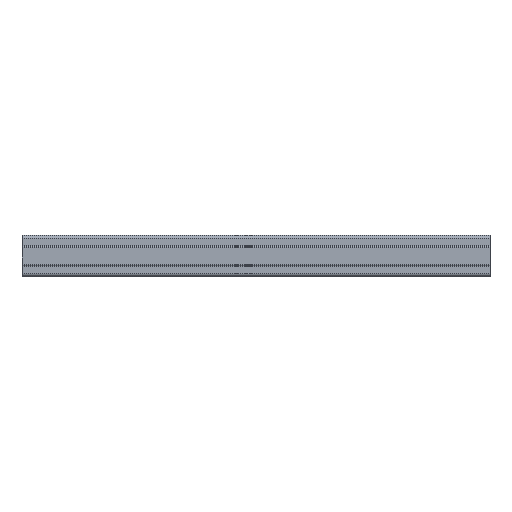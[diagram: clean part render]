
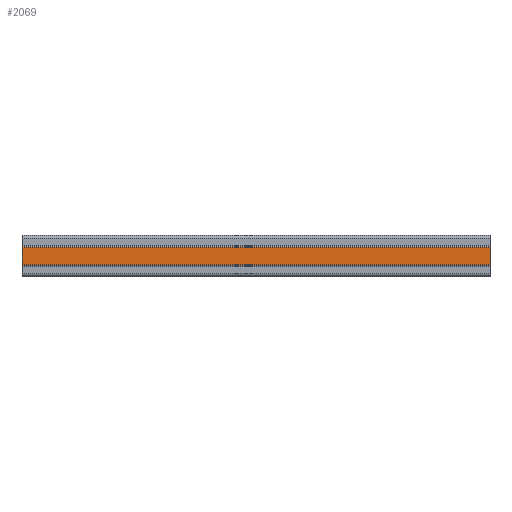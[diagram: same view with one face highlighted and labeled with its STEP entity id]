
A CAD part, top view. The second image highlights one B-rep face of the part: STEP entity #2069.
In plain terms, the highlighted planar face has unit normal (0, 0, 1).
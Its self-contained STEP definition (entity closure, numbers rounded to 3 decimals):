
#1862=AXIS2_PLACEMENT_3D('Plane Axis2P3D',#1859,#1860,#1861) ;
#437=CARTESIAN_POINT('Vertex',(0.,24.77,31.966)) ;
#440=CARTESIAN_POINT('Line Origine',(0.,44.27,31.966)) ;
#444=CARTESIAN_POINT('Vertex',(0.,63.77,31.966)) ;
#768=CARTESIAN_POINT('Vertex',(1000.,63.77,31.966)) ;
#771=CARTESIAN_POINT('Line Origine',(1000.,44.27,31.966)) ;
#775=CARTESIAN_POINT('Vertex',(1000.,24.77,31.966)) ;
#1859=CARTESIAN_POINT('Axis2P3D Location',(1000.,22.27,31.966)) ;
#2046=CARTESIAN_POINT('Line Origine',(1000.,24.77,31.966)) ;
#2058=CARTESIAN_POINT('Line Origine',(500.,63.77,31.966)) ;
#441=DIRECTION('Vector Direction',(0.,-1.,0.)) ;
#772=DIRECTION('Vector Direction',(0.,-1.,0.)) ;
#1860=DIRECTION('Axis2P3D Direction',(0.,0.,-1.)) ;
#1861=DIRECTION('Axis2P3D XDirection',(0.,1.,0.)) ;
#2047=DIRECTION('Vector Direction',(1.,0.,0.)) ;
#2059=DIRECTION('Vector Direction',(-1.,0.,0.)) ;
#442=VECTOR('Line Direction',#441,1.) ;
#773=VECTOR('Line Direction',#772,1.) ;
#2048=VECTOR('Line Direction',#2047,1.) ;
#2060=VECTOR('Line Direction',#2059,1.) ;
#2064=ORIENTED_EDGE('',*,*,#446,.T.) ;
#2065=ORIENTED_EDGE('',*,*,#2050,.F.) ;
#2066=ORIENTED_EDGE('',*,*,#777,.F.) ;
#2067=ORIENTED_EDGE('',*,*,#2062,.T.) ;
#2069=ADVANCED_FACE('V1',(#2068),#1863,.F.) ;
#446=EDGE_CURVE('',#445,#438,#443,.T.) ;
#777=EDGE_CURVE('',#769,#776,#774,.T.) ;
#2050=EDGE_CURVE('',#776,#438,#2049,.F.) ;
#2062=EDGE_CURVE('',#769,#445,#2061,.T.) ;
#2063=EDGE_LOOP('',(#2064,#2065,#2066,#2067)) ;
#2068=FACE_OUTER_BOUND('',#2063,.T.) ;
#443=LINE('Line',#440,#442) ;
#774=LINE('Line',#771,#773) ;
#2049=LINE('Line',#2046,#2048) ;
#2061=LINE('Line',#2058,#2060) ;
#1863=PLANE('',#1862) ;
#438=VERTEX_POINT('',#437) ;
#445=VERTEX_POINT('',#444) ;
#769=VERTEX_POINT('',#768) ;
#776=VERTEX_POINT('',#775) ;
